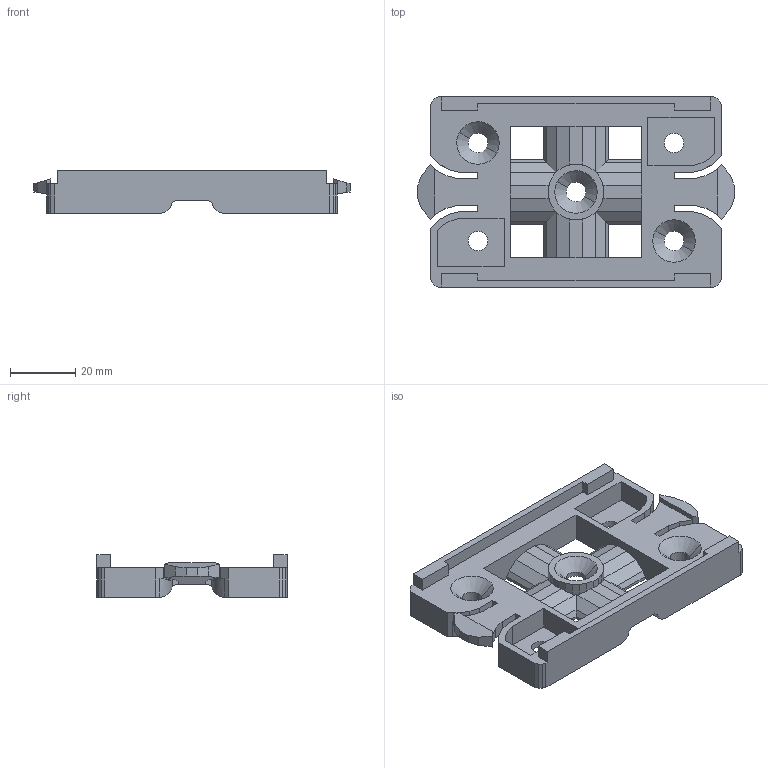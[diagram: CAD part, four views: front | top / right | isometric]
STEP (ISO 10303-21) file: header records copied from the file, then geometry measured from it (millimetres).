
FILE_DESCRIPTION(('CATIA V5R19 STEP'),'2;1');
FILE_NAME ('D1453169_0', '2015-03-12T11:05:38+00:00', ('Weidmueller Interface'), ('Weidmueller'), 'CATIA Version 5 Release 20 SP 5 (IN-10)', 'CATIA V5 STEP AP214', 'none');
FILE_SCHEMA(('AUTOMOTIVE_DESIGN { 1 0 10303 214 1 1 1 1 }'));
Length unit declared in the file: millimetre
Products named in the file (1): LOGIMARKHALTER
Bounding box: 97 x 58.2 x 13 mm (x, y, z)
Volume: 27359.5 mm3; surface area: 16888.5 mm2
Topology: 1 solids, 1 shells, 261 faces, 730 edges, 470 vertices
Faces by surface type: plane 225, cone 22, cylinder 14
Entity records: 7854 total; most frequent: CARTESIAN_POINT 1507, ORIENTED_EDGE 1460, DIRECTION 1055, EDGE_CURVE 730, VECTOR 644, LINE 644, VERTEX_POINT 470, EDGE_LOOP 278
